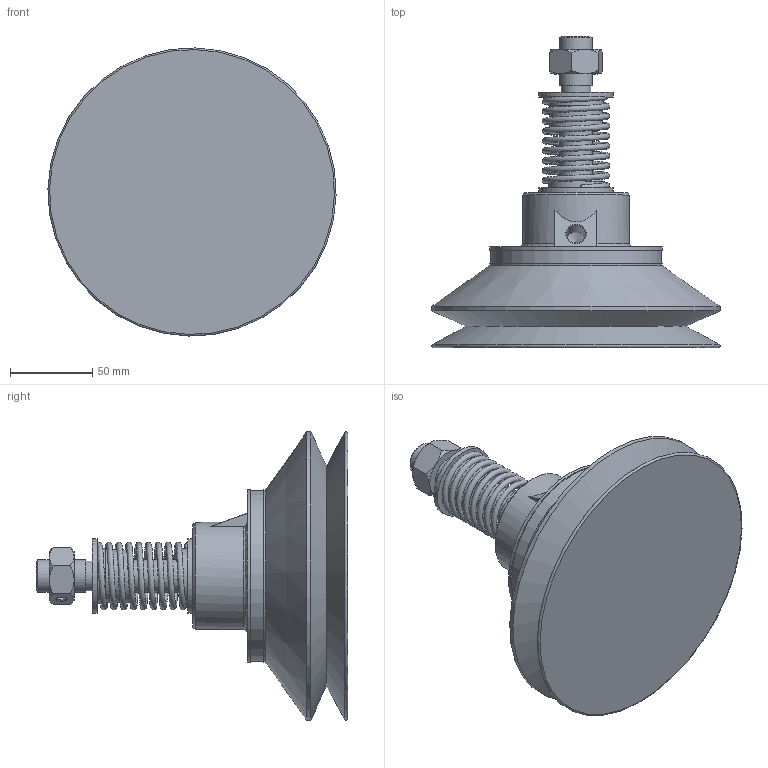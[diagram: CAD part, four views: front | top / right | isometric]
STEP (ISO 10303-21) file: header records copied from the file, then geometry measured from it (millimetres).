
FILE_DESCRIPTION(/* description */ (''),/* implementation_level */ '2;1');
FILE_NAME(/* name */ 'vfrm30175nit.stp',/* time_stamp */ '2020-07-17T10:44:41+02:00',/* author */ ('enginyeria'),/* organization */ (''),/* preprocessor_version */ 'ST-DEVELOPER v17',/* originating_system */ 'Autodesk Inventor 2019',/* authorisation */ '');
FILE_SCHEMA (('CONFIG_CONTROL_DESIGN'));
Length unit declared in the file: millimetre
Products named in the file (1): 3D_vfrm30175nit
Bounding box: 174.95 x 189.17 x 174.95 mm (x, y, z)
Volume: 1151023.3 mm3; surface area: 133222.7 mm2
Topology: 7 solids, 7 shells, 91 faces, 213 edges, 144 vertices
Faces by surface type: plane 35, cone 31, cylinder 22, torus 2, bspline 1
Full cylindrical faces by diameter (mm): 6 x1, 11.445 x1, 15 x1, 17.294 x1, 18 x2, 20 x4, 21 x1, 32 x1, 33 x2, 45 x2, 65 x1, 81 x2, 103.82 x1, 105.02 x2
Entity records: 4410 total; most frequent: CARTESIAN_POINT 2118, DIRECTION 484, ORIENTED_EDGE 422, AXIS2_PLACEMENT_3D 213, EDGE_CURVE 211, VERTEX_POINT 144, CIRCLE 121, EDGE_LOOP 109
